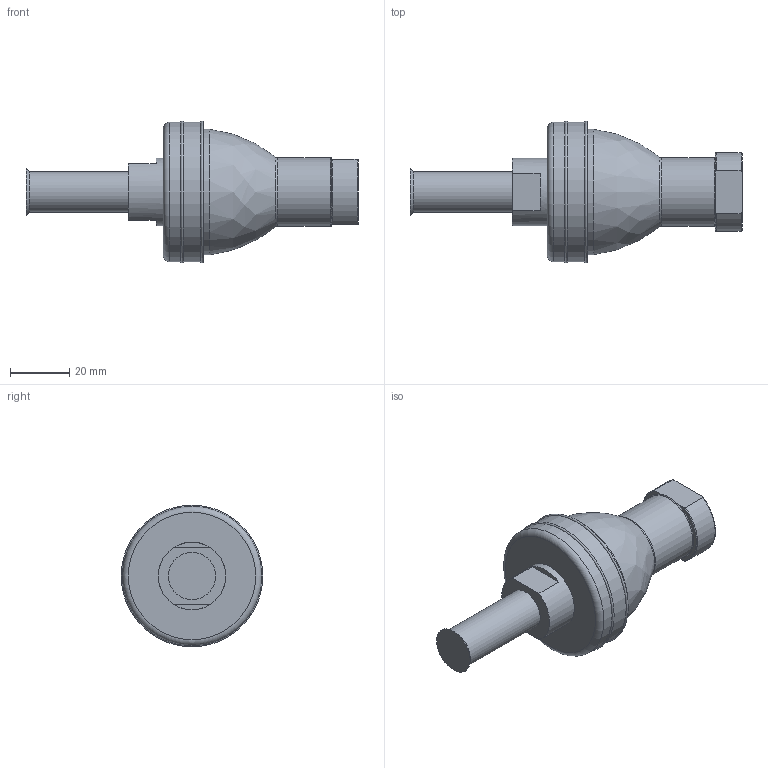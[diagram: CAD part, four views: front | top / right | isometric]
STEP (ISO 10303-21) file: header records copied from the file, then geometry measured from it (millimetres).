
FILE_DESCRIPTION( ( 'STEP AP203' ), '1' );
FILE_NAME( 'KF-22050(50-63).stp', '2019-01-03T10:32:36', ( '' ), ( '' ), ' ', 'PARTsolutions', ' ' );
FILE_SCHEMA( ( 'CONFIG_CONTROL_DESIGN' ) );
Length unit declared in the file: millimetre
Products named in the file (1): _KF-22050(50-63)
Bounding box: 112 x 47.8 x 47.8 mm (x, y, z)
Volume: 66165.8 mm3; surface area: 13556.2 mm2
Topology: 1 solids, 1 shells, 39 faces, 85 edges, 52 vertices
Faces by surface type: plane 16, cylinder 10, torus 9, cone 2, sphere 1, bspline 1
Full cylindrical faces by diameter (mm): 3.885 x1, 13.835 x2, 22.8 x1, 23 x1, 42.3 x1, 47 x2
Entity records: 1061 total; most frequent: CARTESIAN_POINT 238, DIRECTION 170, ORIENTED_EDGE 128, AXIS2_PLACEMENT_3D 75, EDGE_CURVE 64, EDGE_LOOP 60, FACE_OUTER_BOUND 53, VERTEX_POINT 51
